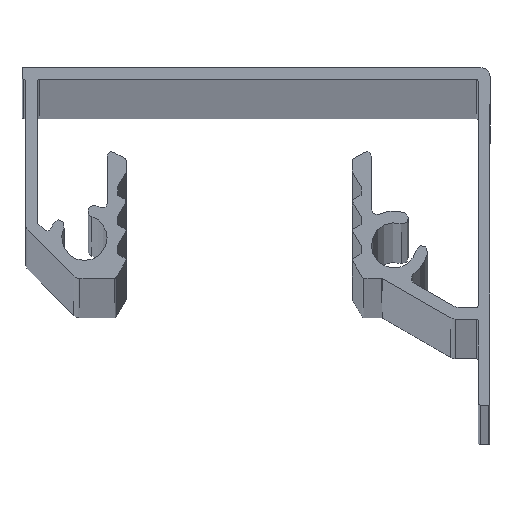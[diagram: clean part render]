
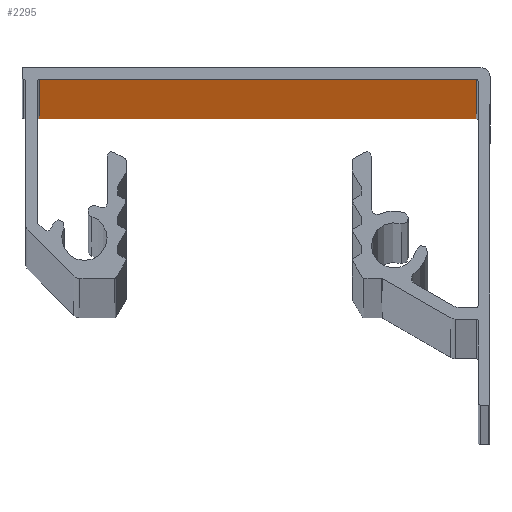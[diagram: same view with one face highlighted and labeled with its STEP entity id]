
A CAD part, top view. The second image highlights one B-rep face of the part: STEP entity #2295.
In plain terms, the highlighted planar face has unit normal (0, -1, 0).
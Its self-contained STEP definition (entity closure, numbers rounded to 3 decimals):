
#31 = ORIENTED_EDGE ( 'NONE', *, *, #2276, .T. ) ;
#138 = AXIS2_PLACEMENT_3D ( 'NONE', #1894, #1338, #1123 ) ;
#298 = EDGE_LOOP ( 'NONE', ( #31, #385, #542, #506 ) ) ;
#310 = EDGE_CURVE ( 'NONE', #2213, #2440, #3204, .T. ) ;
#385 = ORIENTED_EDGE ( 'NONE', *, *, #1798, .F. ) ;
#506 = ORIENTED_EDGE ( 'NONE', *, *, #310, .T. ) ;
#542 = ORIENTED_EDGE ( 'NONE', *, *, #1093, .F. ) ;
#612 = CARTESIAN_POINT ( 'NONE',  ( 24.75, 0., 2500. ) ) ;
#654 = LINE ( 'NONE', #1656, #1715 ) ;
#841 = VECTOR ( 'NONE', #884, 1000. ) ;
#884 = DIRECTION ( 'NONE',  ( 0., 0., -1. ) ) ;
#891 = PLANE ( 'NONE',  #138 ) ;
#947 = CARTESIAN_POINT ( 'NONE',  ( -23.55, 0., 2500. ) ) ;
#1036 = VECTOR ( 'NONE', #1944, 1000. ) ;
#1068 = VERTEX_POINT ( 'NONE', #1985 ) ;
#1093 = EDGE_CURVE ( 'NONE', #2213, #1068, #1174, .T. ) ;
#1123 = DIRECTION ( 'NONE',  ( -1., 0., 0. ) ) ;
#1174 = LINE ( 'NONE', #2206, #3065 ) ;
#1338 = DIRECTION ( 'NONE',  ( 0., 1., 0. ) ) ;
#1656 = CARTESIAN_POINT ( 'NONE',  ( -23.55, 0., 0. ) ) ;
#1715 = VECTOR ( 'NONE', #2678, 1000. ) ;
#1798 = EDGE_CURVE ( 'NONE', #1068, #2180, #2364, .T. ) ;
#1894 = CARTESIAN_POINT ( 'NONE',  ( -23.55, 0., 2500. ) ) ;
#1934 = DIRECTION ( 'NONE',  ( 1., 0., 0. ) ) ;
#1944 = DIRECTION ( 'NONE',  ( 0., 0., -1. ) ) ;
#1966 = CARTESIAN_POINT ( 'NONE',  ( -23.55, 0., 0. ) ) ;
#1985 = CARTESIAN_POINT ( 'NONE',  ( 24.75, 0., 2500. ) ) ;
#2180 = VERTEX_POINT ( 'NONE', #3049 ) ;
#2206 = CARTESIAN_POINT ( 'NONE',  ( -23.55, 0., 2500. ) ) ;
#2213 = VERTEX_POINT ( 'NONE', #2257 ) ;
#2257 = CARTESIAN_POINT ( 'NONE',  ( -23.55, 0., 2500. ) ) ;
#2276 = EDGE_CURVE ( 'NONE', #2440, #2180, #654, .T. ) ;
#2295 = ADVANCED_FACE ( 'NONE', ( #3153 ), #891, .F. ) ;
#2364 = LINE ( 'NONE', #612, #841 ) ;
#2440 = VERTEX_POINT ( 'NONE', #1966 ) ;
#2678 = DIRECTION ( 'NONE',  ( 1., 0., 0. ) ) ;
#3049 = CARTESIAN_POINT ( 'NONE',  ( 24.75, 0., 0. ) ) ;
#3065 = VECTOR ( 'NONE', #1934, 1000. ) ;
#3153 = FACE_OUTER_BOUND ( 'NONE', #298, .T. ) ;
#3204 = LINE ( 'NONE', #947, #1036 ) ;
